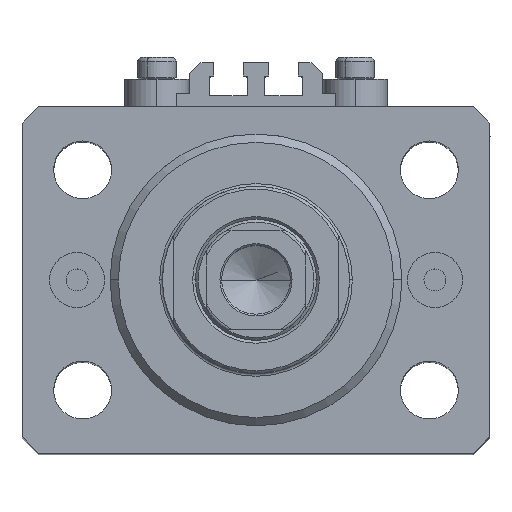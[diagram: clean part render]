
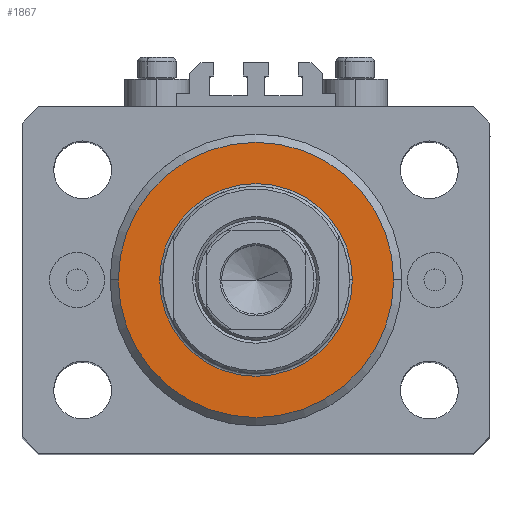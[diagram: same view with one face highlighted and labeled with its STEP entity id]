
A CAD part, top view. The second image highlights one B-rep face of the part: STEP entity #1867.
In plain terms, the highlighted face is planar.
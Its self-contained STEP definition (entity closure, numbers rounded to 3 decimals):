
#1867 = ADVANCED_FACE ( 'NONE', ( #42560, #35407 ), #42336, .F. ) ;
#2587 = EDGE_CURVE ( 'NONE', #28263, #9830, #31328, .T. ) ;
#4152 = EDGE_CURVE ( 'NONE', #9830, #28263, #23387, .T. ) ;
#4224 = DIRECTION ( 'NONE',  ( 1., 0., 0. ) ) ;
#4264 = CARTESIAN_POINT ( 'NONE',  ( -17.5, 0., 0. ) ) ;
#4560 = CIRCLE ( 'NONE', #26712, 17.5 ) ;
#5861 = EDGE_CURVE ( 'NONE', #33446, #7136, #4560, .T. ) ;
#6882 = DIRECTION ( 'NONE',  ( 1., 0., 0. ) ) ;
#7136 = VERTEX_POINT ( 'NONE', #4264 ) ;
#7344 = DIRECTION ( 'NONE',  ( 0., 0., 1. ) ) ;
#9830 = VERTEX_POINT ( 'NONE', #18038 ) ;
#10527 = CARTESIAN_POINT ( 'NONE',  ( 17.5, 0., 0. ) ) ;
#12101 = CARTESIAN_POINT ( 'NONE',  ( 0., 0., 0. ) ) ;
#12657 = DIRECTION ( 'NONE',  ( 0., 0., -1. ) ) ;
#13199 = DIRECTION ( 'NONE',  ( 1., 0., 0. ) ) ;
#14014 = ORIENTED_EDGE ( 'NONE', *, *, #5861, .T. ) ;
#14958 = ORIENTED_EDGE ( 'NONE', *, *, #2587, .T. ) ;
#15304 = DIRECTION ( 'NONE',  ( 0., 0., 1. ) ) ;
#16247 = DIRECTION ( 'NONE',  ( 1., 0., 0. ) ) ;
#16477 = CARTESIAN_POINT ( 'NONE',  ( 0., 0., 0. ) ) ;
#18038 = CARTESIAN_POINT ( 'NONE',  ( -25., 0., 0. ) ) ;
#20466 = EDGE_LOOP ( 'NONE', ( #14014, #44347 ) ) ;
#22302 = EDGE_CURVE ( 'NONE', #7136, #33446, #29239, .T. ) ;
#23387 = CIRCLE ( 'NONE', #46232, 25. ) ;
#24444 = DIRECTION ( 'NONE',  ( 0., 0., 1. ) ) ;
#25598 = DIRECTION ( 'NONE',  ( 1., 0., 0. ) ) ;
#26712 = AXIS2_PLACEMENT_3D ( 'NONE', #33452, #15304, #25598 ) ;
#27521 = AXIS2_PLACEMENT_3D ( 'NONE', #12101, #29549, #4224 ) ;
#28263 = VERTEX_POINT ( 'NONE', #46583 ) ;
#29239 = CIRCLE ( 'NONE', #31631, 17.5 ) ;
#29542 = EDGE_LOOP ( 'NONE', ( #14958, #32962 ) ) ;
#29549 = DIRECTION ( 'NONE',  ( 0., 0., -1. ) ) ;
#31328 = CIRCLE ( 'NONE', #27521, 25. ) ;
#31631 = AXIS2_PLACEMENT_3D ( 'NONE', #39828, #7344, #6882 ) ;
#32962 = ORIENTED_EDGE ( 'NONE', *, *, #4152, .T. ) ;
#33446 = VERTEX_POINT ( 'NONE', #10527 ) ;
#33452 = CARTESIAN_POINT ( 'NONE',  ( 0., 0., 0. ) ) ;
#35407 = FACE_OUTER_BOUND ( 'NONE', #29542, .T. ) ;
#35639 = CARTESIAN_POINT ( 'NONE',  ( 0., 0., 0. ) ) ;
#36380 = AXIS2_PLACEMENT_3D ( 'NONE', #35639, #24444, #13199 ) ;
#39828 = CARTESIAN_POINT ( 'NONE',  ( 0., 0., 0. ) ) ;
#42336 = PLANE ( 'NONE',  #36380 ) ;
#42560 = FACE_BOUND ( 'NONE', #20466, .T. ) ;
#44347 = ORIENTED_EDGE ( 'NONE', *, *, #22302, .T. ) ;
#46232 = AXIS2_PLACEMENT_3D ( 'NONE', #16477, #12657, #16247 ) ;
#46583 = CARTESIAN_POINT ( 'NONE',  ( 25., 0., 0. ) ) ;
